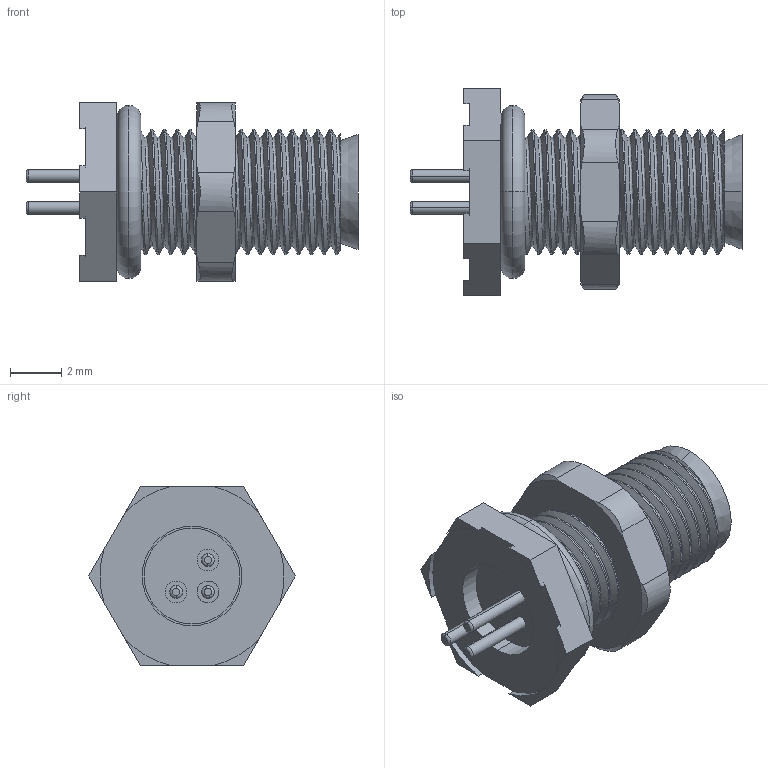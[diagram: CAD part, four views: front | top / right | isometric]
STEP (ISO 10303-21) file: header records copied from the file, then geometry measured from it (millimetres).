
FILE_DESCRIPTION (( 'STEP AP203' ), '1' );
FILE_NAME ('54-00094_revA.STEP', '2018-08-23T15:59:01', ( '' ), ( '' ), 'SwSTEP 2.0', 'SolidWorks 2015', '' );
FILE_SCHEMA (( 'CONFIG_CONTROL_DESIGN' ));
Length unit declared in the file: millimetre
Products named in the file (7): M5_oring_large; 54-00094_revA; M5nut; M5M3P_short; M5F3P_PCB_short; M5_male pin_PCB; M5Male_panel mount threads
Assembly tree (8 placements, depth 3):
  54-00094_revA
    M5Male_panel mount threads
    M5nut
    M5_oring_large
    M5F3P_PCB_short
      M5M3P_short
      M5_male pin_PCB  x3
Bounding box: 13 x 8.08 x 7 mm (x, y, z)
Volume: 206.6 mm3; surface area: 903.8 mm2
Topology: 7 solids, 7 shells, 221 faces, 542 edges, 353 vertices
Faces by surface type: cylinder 125, plane 56, cone 18, torus 10, bspline 6, sphere 6
Entity records: 9818 total; most frequent: CARTESIAN_POINT 5124, ORIENTED_EDGE 868, DIRECTION 781, EDGE_CURVE 434, AXIS2_PLACEMENT_3D 310, VERTEX_POINT 285, EDGE_LOOP 195, ADVANCED_FACE 171
